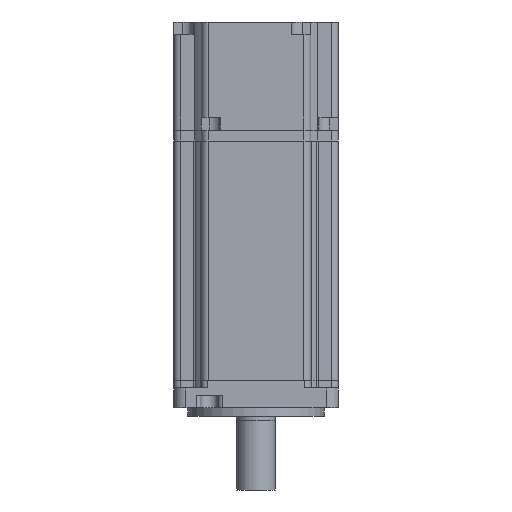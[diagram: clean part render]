
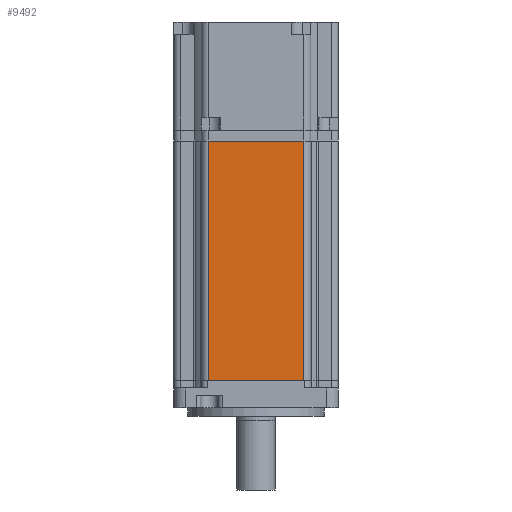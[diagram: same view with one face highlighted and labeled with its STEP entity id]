
A CAD part, front view. The second image highlights one B-rep face of the part: STEP entity #9492.
In plain terms, the highlighted planar face has unit normal (0, -1, 0).
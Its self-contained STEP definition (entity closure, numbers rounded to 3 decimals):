
#180 = VECTOR ( 'NONE', #17975, 1000. ) ;
#202 = VECTOR ( 'NONE', #13641, 1000. ) ;
#464 = FACE_OUTER_BOUND ( 'NONE', #4355, .T. ) ;
#746 = CARTESIAN_POINT ( 'NONE',  ( -17.5, -30., 87.5 ) ) ;
#1269 = DIRECTION ( 'NONE',  ( 0., 0., 1. ) ) ;
#2626 = EDGE_CURVE ( 'NONE', #18101, #5667, #7853, .T. ) ;
#2743 = ORIENTED_EDGE ( 'NONE', *, *, #3531, .F. ) ;
#3134 = EDGE_CURVE ( 'NONE', #5667, #14613, #3973, .T. ) ;
#3531 = EDGE_CURVE ( 'NONE', #18101, #18574, #12518, .T. ) ;
#3573 = CARTESIAN_POINT ( 'NONE',  ( -17.5, -30., 0. ) ) ;
#3855 = EDGE_CURVE ( 'NONE', #18574, #14613, #4163, .T. ) ;
#3973 = LINE ( 'NONE', #3573, #180 ) ;
#4163 = LINE ( 'NONE', #18569, #4631 ) ;
#4355 = EDGE_LOOP ( 'NONE', ( #11884, #9970, #2743, #7119 ) ) ;
#4631 = VECTOR ( 'NONE', #9981, 1000. ) ;
#5521 = CARTESIAN_POINT ( 'NONE',  ( -17.5, -30., 87.5 ) ) ;
#5667 = VERTEX_POINT ( 'NONE', #5878 ) ;
#5878 = CARTESIAN_POINT ( 'NONE',  ( -17.5, -30., 0. ) ) ;
#6656 = CARTESIAN_POINT ( 'NONE',  ( 17.5, -30., 87.5 ) ) ;
#6661 = CARTESIAN_POINT ( 'NONE',  ( -17.5, -30., 87.5 ) ) ;
#7119 = ORIENTED_EDGE ( 'NONE', *, *, #2626, .T. ) ;
#7853 = LINE ( 'NONE', #746, #202 ) ;
#8243 = VECTOR ( 'NONE', #11013, 1000. ) ;
#8301 = CARTESIAN_POINT ( 'NONE',  ( 17.5, -30., 0. ) ) ;
#9492 = ADVANCED_FACE ( 'NONE', ( #464 ), #17079, .F. ) ;
#9897 = DIRECTION ( 'NONE',  ( 0., 1., 0. ) ) ;
#9970 = ORIENTED_EDGE ( 'NONE', *, *, #3855, .F. ) ;
#9981 = DIRECTION ( 'NONE',  ( 0., 0., -1. ) ) ;
#11013 = DIRECTION ( 'NONE',  ( 1., 0., 0. ) ) ;
#11884 = ORIENTED_EDGE ( 'NONE', *, *, #3134, .T. ) ;
#12518 = LINE ( 'NONE', #6661, #8243 ) ;
#13641 = DIRECTION ( 'NONE',  ( 0., 0., -1. ) ) ;
#14613 = VERTEX_POINT ( 'NONE', #8301 ) ;
#17079 = PLANE ( 'NONE',  #17990 ) ;
#17975 = DIRECTION ( 'NONE',  ( 1., 0., 0. ) ) ;
#17990 = AXIS2_PLACEMENT_3D ( 'NONE', #18539, #9897, #1269 ) ;
#18101 = VERTEX_POINT ( 'NONE', #5521 ) ;
#18539 = CARTESIAN_POINT ( 'NONE',  ( -17.5, -30., 87.5 ) ) ;
#18569 = CARTESIAN_POINT ( 'NONE',  ( 17.5, -30., 87.5 ) ) ;
#18574 = VERTEX_POINT ( 'NONE', #6656 ) ;
